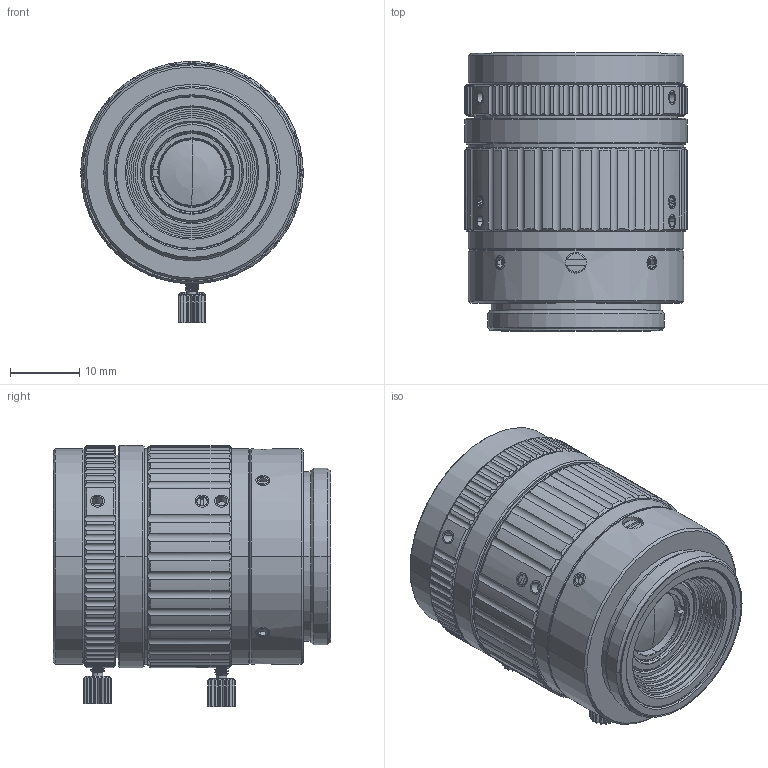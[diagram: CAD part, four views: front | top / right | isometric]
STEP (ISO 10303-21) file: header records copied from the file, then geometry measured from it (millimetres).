
FILE_DESCRIPTION(('FreeCAD Model'),'2;1');
FILE_NAME('Open CASCADE Shape Model','2025-01-22T15:37:53',(''),(''), 'Open CASCADE STEP processor 7.8','FreeCAD','Unknown');
FILE_SCHEMA(('AUTOMOTIVE_DESIGN { 1 0 10303 214 1 1 1 1 }'));
Length unit declared in the file: millimetre
Products named in the file (76): VA-LCM-12MP-25MM-F2.8-110-MACRO; VA-LCM-12MP-25MM-F2.8-110-MACRO001; 505_14; SOLID; COMPOUND003; COMPOUND; COMPOUND001; COMPOUND002; VA-LCM-12MP-25MM-F2.8-110-MACRO002; 502_6; SOLID001; COMPOUND008; COMPOUND004; COMPOUND005; COMPOUND006; COMPOUND007; 601_1; 513_2; SOLID002; SHELL; JD20202001-01_1; 551_4; VA-LCM-12MP-25MM-F2.8-110-MACRO003; 501_3; SOLID003; COMPOUND011; COMPOUND009; COMPOUND010; 301_2; 511_2; SOLID004; SHELL001; 515_2; 514_2; SOLID005; SHELL002; 506_8; SOLID006; COMPOUND020; COMPOUND012 ...
Assembly tree (86 placements, depth 6):
  VA-LCM-12MP-25MM-F2.8-110-MACRO
    VA-LCM-12MP-25MM-F2.8-110-MACRO001
      505_14
        SOLID
        COMPOUND003
          COMPOUND
          COMPOUND001
          COMPOUND002
      VA-LCM-12MP-25MM-F2.8-110-MACRO002
        502_6
          SOLID001
          COMPOUND008
            COMPOUND004
            COMPOUND005
            COMPOUND006
            COMPOUND007
        601_1
        513_2
          SOLID002
          SHELL
        JD20202001-01_1  x2
        551_4
      VA-LCM-12MP-25MM-F2.8-110-MACRO003
        501_3
          SOLID003
          COMPOUND011
            COMPOUND009
            COMPOUND010
        301_2
        511_2
          SOLID004
          SHELL001
        515_2
      514_2
        SOLID005
        SHELL002
      506_8
        SOLID006
        COMPOUND020
          COMPOUND012
          COMPOUND013
          COMPOUND014
          COMPOUND015
          COMPOUND016
          COMPOUND017
          COMPOUND018
          COMPOUND019
      507-01_2
        SOLID007
        COMPOUND028
          COMPOUND021
          COMPOUND022
          COMPOUND023
          COMPOUND024
          COMPOUND025
          COMPOUND026
          COMPOUND027
      541_19  x2
      504-01_6
        SOLID008
Bounding box: 32 x 40 x 37.6 mm (x, y, z)
Volume: 18011.3 mm3; surface area: 26056.4 mm2
Topology: 31 solids, 67 shells, 1511 faces, 3935 edges, 2547 vertices
Faces by surface type: cylinder 623, cone 500, plane 326, bspline 28, torus 24, sphere 10
Entity records: 48224 total; most frequent: CARTESIAN_POINT 16328, DIRECTION 6297, ORIENTED_EDGE 6258, EDGE_CURVE 3201, AXIS2_PLACEMENT_3D 2675, VERTEX_POINT 2079, FACE_BOUND 1374, EDGE_LOOP 1374
